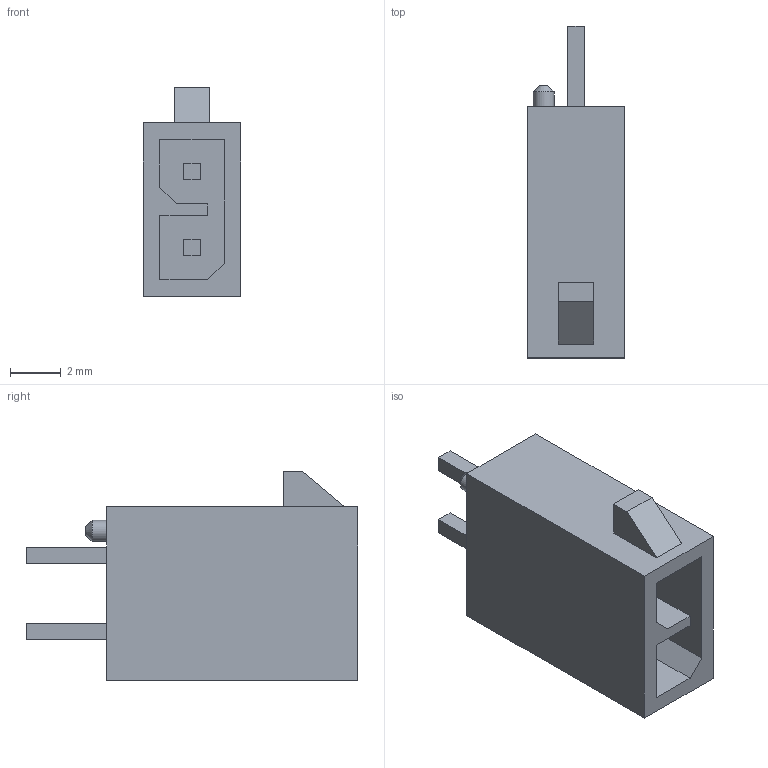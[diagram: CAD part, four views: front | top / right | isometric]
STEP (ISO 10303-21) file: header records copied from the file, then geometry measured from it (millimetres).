
FILE_DESCRIPTION(/* description */ (''),/* implementation_level */ '2;1');
FILE_NAME(/* name */ '2068320202wbm000_01_214.stp',/* time_stamp */ '2021-12-09T21:36:52+05:00',/* author */ (''),/* organization */ (''),/* preprocessor_version */ 'ST-DEVELOPER v16.7',/* originating_system */ 'SIEMENS PLM Software NX 1919',/* authorisation */ '');
FILE_SCHEMA (('AUTOMOTIVE_DESIGN { 1 0 10303 214 3 1 1 1 }'));
Length unit declared in the file: millimetre
Products named in the file (1): 2068320202wbm000_01
Bounding box: 3.85 x 13.09 x 8.26 mm (x, y, z)
Volume: 186.9 mm3; surface area: 438.3 mm2
Topology: 1 solids, 1 shells, 45 faces, 107 edges, 71 vertices
Faces by surface type: plane 43, cylinder 1, cone 1
Full cylindrical faces by diameter (mm): 0.83 x1
Entity records: 1290 total; most frequent: CARTESIAN_POINT 222, ORIENTED_EDGE 210, DIRECTION 200, EDGE_CURVE 105, LINE 102, VECTOR 102, VERTEX_POINT 71, EDGE_LOOP 54
